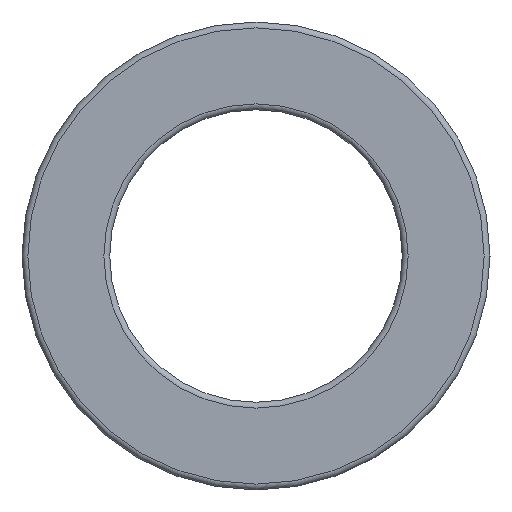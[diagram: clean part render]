
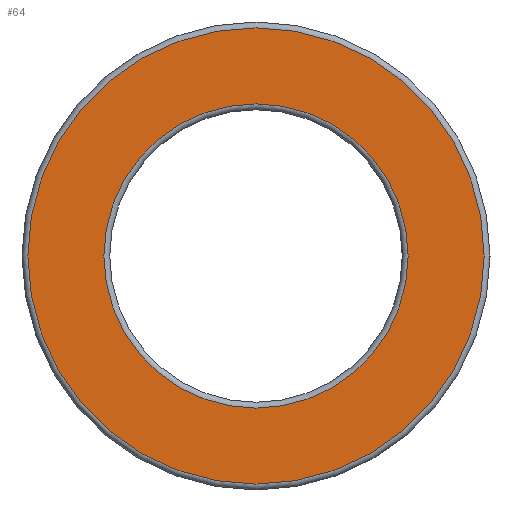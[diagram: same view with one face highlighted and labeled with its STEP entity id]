
A CAD part, left-side view. The second image highlights one B-rep face of the part: STEP entity #64.
In plain terms, the highlighted planar face has unit normal (-1, 0, 0).
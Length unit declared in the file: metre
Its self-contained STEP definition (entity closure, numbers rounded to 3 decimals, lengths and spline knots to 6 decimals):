
#64 = ADVANCED_FACE( '', ( #145, #146 ), #147, .T. );
#145 = FACE_BOUND( '', #248, .T. );
#146 = FACE_OUTER_BOUND( '', #249, .T. );
#147 = PLANE( '', #250 );
#248 = EDGE_LOOP( '', ( #361 ) );
#249 = EDGE_LOOP( '', ( #362 ) );
#250 = AXIS2_PLACEMENT_3D( '', #363, #364, #365 );
#361 = ORIENTED_EDGE( '', *, *, #475, .T. );
#362 = ORIENTED_EDGE( '', *, *, #477, .T. );
#363 = CARTESIAN_POINT( '', ( -0.029, 0., 0. ) );
#364 = DIRECTION( '', ( -1., 0., 0. ) );
#365 = DIRECTION( '', ( 0., -1., 0. ) );
#475 = EDGE_CURVE( '', #534, #534, #535, .F. );
#477 = EDGE_CURVE( '', #537, #537, #538, .T. );
#534 = VERTEX_POINT( '', #606 );
#535 = CIRCLE( '', #607, 0.013 );
#537 = VERTEX_POINT( '', #609 );
#538 = CIRCLE( '', #610, 0.0195 );
#606 = CARTESIAN_POINT( '', ( -0.029, -0.013, 0. ) );
#607 = AXIS2_PLACEMENT_3D( '', #681, #682, #683 );
#609 = CARTESIAN_POINT( '', ( -0.029, -0.0195, 0. ) );
#610 = AXIS2_PLACEMENT_3D( '', #684, #685, #686 );
#681 = CARTESIAN_POINT( '', ( -0.029, 0., 0. ) );
#682 = DIRECTION( '', ( -1., 0., 0. ) );
#683 = DIRECTION( '', ( 0., -1., 0. ) );
#684 = CARTESIAN_POINT( '', ( -0.029, 0., 0. ) );
#685 = DIRECTION( '', ( -1., 0., 0. ) );
#686 = DIRECTION( '', ( 0., -1., 0. ) );
